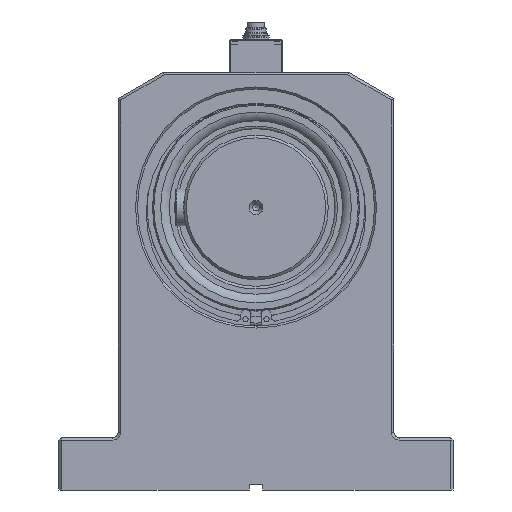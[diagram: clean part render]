
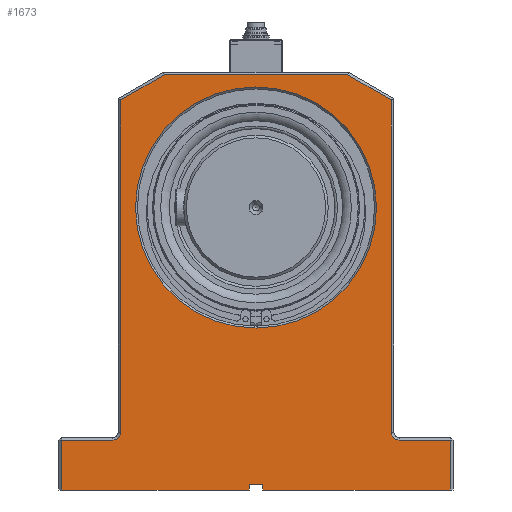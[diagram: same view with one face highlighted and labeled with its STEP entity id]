
A CAD part, left-side view. The second image highlights one B-rep face of the part: STEP entity #1673.
In plain terms, the highlighted planar face has unit normal (-1, 0, 0).
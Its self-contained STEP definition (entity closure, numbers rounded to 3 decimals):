
#1673 = ADVANCED_FACE( '', ( #3321, #3322 ), #3323, .F. );
#3321 = FACE_BOUND( '', #4954, .T. );
#3322 = FACE_OUTER_BOUND( '', #4955, .T. );
#3323 = PLANE( '', #4956 );
#4954 = EDGE_LOOP( '', ( #7823 ) );
#4955 = EDGE_LOOP( '', ( #7824, #7825, #7826, #7827, #7828, #7829, #7830, #7831, #7832, #7833, #7834, #7835, #7836, #7837, #7838, #7839 ) );
#4956 = AXIS2_PLACEMENT_3D( '', #7840, #7841, #7842 );
#7823 = ORIENTED_EDGE( '', *, *, #8546, .T. );
#7824 = ORIENTED_EDGE( '', *, *, #8713, .T. );
#7825 = ORIENTED_EDGE( '', *, *, #9427, .T. );
#7826 = ORIENTED_EDGE( '', *, *, #9466, .F. );
#7827 = ORIENTED_EDGE( '', *, *, #8551, .T. );
#7828 = ORIENTED_EDGE( '', *, *, #9467, .T. );
#7829 = ORIENTED_EDGE( '', *, *, #9278, .T. );
#7830 = ORIENTED_EDGE( '', *, *, #8697, .F. );
#7831 = ORIENTED_EDGE( '', *, *, #9433, .T. );
#7832 = ORIENTED_EDGE( '', *, *, #8974, .T. );
#7833 = ORIENTED_EDGE( '', *, *, #8946, .T. );
#7834 = ORIENTED_EDGE( '', *, *, #8543, .T. );
#7835 = ORIENTED_EDGE( '', *, *, #9284, .T. );
#7836 = ORIENTED_EDGE( '', *, *, #9274, .T. );
#7837 = ORIENTED_EDGE( '', *, *, #9445, .T. );
#7838 = ORIENTED_EDGE( '', *, *, #9318, .T. );
#7839 = ORIENTED_EDGE( '', *, *, #9375, .T. );
#7840 = CARTESIAN_POINT( '', ( 0., -105., 298. ) );
#7841 = DIRECTION( '', ( 1., 0., 0. ) );
#7842 = DIRECTION( '', ( 0., 1., 0. ) );
#8543 = EDGE_CURVE( '', #9789, #9794, #9796, .T. );
#8546 = EDGE_CURVE( '', #9800, #9800, #9801, .T. );
#8551 = EDGE_CURVE( '', #9803, #9808, #9810, .T. );
#8697 = EDGE_CURVE( '', #10046, #10048, #10049, .T. );
#8713 = EDGE_CURVE( '', #10071, #10073, #10075, .T. );
#8946 = EDGE_CURVE( '', #10436, #9789, #10438, .T. );
#8974 = EDGE_CURVE( '', #9582, #10436, #10480, .T. );
#9274 = EDGE_CURVE( '', #10901, #10903, #10905, .T. );
#9278 = EDGE_CURVE( '', #10908, #10048, #10910, .T. );
#9284 = EDGE_CURVE( '', #9794, #10901, #10918, .T. );
#9318 = EDGE_CURVE( '', #10956, #10959, #10961, .T. );
#9375 = EDGE_CURVE( '', #10959, #10071, #11032, .T. );
#9427 = EDGE_CURVE( '', #10073, #11091, #11093, .T. );
#9433 = EDGE_CURVE( '', #10046, #9582, #11100, .T. );
#9445 = EDGE_CURVE( '', #10903, #10956, #11114, .T. );
#9466 = EDGE_CURVE( '', #9803, #11091, #11138, .T. );
#9467 = EDGE_CURVE( '', #9808, #10908, #11139, .T. );
#9582 = VERTEX_POINT( '', #11262 );
#9789 = VERTEX_POINT( '', #11622 );
#9794 = VERTEX_POINT( '', #11629 );
#9796 = LINE( '', #11632, #11633 );
#9800 = VERTEX_POINT( '', #11637 );
#9801 = CIRCLE( '', #11638, 91.75 );
#9803 = VERTEX_POINT( '', #11640 );
#9808 = VERTEX_POINT( '', #11647 );
#9810 = LINE( '', #11650, #11651 );
#10046 = VERTEX_POINT( '', #11940 );
#10048 = VERTEX_POINT( '', #11943 );
#10049 = LINE( '', #11944, #11945 );
#10071 = VERTEX_POINT( '', #11970 );
#10073 = VERTEX_POINT( '', #11973 );
#10075 = LINE( '', #11976, #11977 );
#10436 = VERTEX_POINT( '', #12565 );
#10438 = CIRCLE( '', #12568, 6. );
#10480 = LINE( '', #12620, #12621 );
#10901 = VERTEX_POINT( '', #13173 );
#10903 = VERTEX_POINT( '', #13176 );
#10905 = LINE( '', #13179, #13180 );
#10908 = VERTEX_POINT( '', #13183 );
#10910 = LINE( '', #13186, #13187 );
#10918 = LINE( '', #13195, #13196 );
#10956 = VERTEX_POINT( '', #13239 );
#10959 = VERTEX_POINT( '', #13244 );
#10961 = LINE( '', #13247, #13248 );
#11032 = CIRCLE( '', #13344, 6. );
#11091 = VERTEX_POINT( '', #13427 );
#11093 = LINE( '', #13430, #13431 );
#11100 = LINE( '', #13439, #13440 );
#11114 = LINE( '', #13455, #13456 );
#11138 = LINE( '', #13489, #13490 );
#11139 = LINE( '', #13491, #13492 );
#11262 = CARTESIAN_POINT( '', ( 0., -148., 38. ) );
#11622 = CARTESIAN_POINT( '', ( 0., -103., 44. ) );
#11629 = CARTESIAN_POINT( '', ( 0., -103., 296.845 ) );
#11632 = CARTESIAN_POINT( '', ( 0., -103., 298. ) );
#11633 = VECTOR( '', #13801, 1000. );
#11637 = CARTESIAN_POINT( '', ( 0., 91.75, 215. ) );
#11638 = AXIS2_PLACEMENT_3D( '', #13805, #13806, #13807 );
#11640 = CARTESIAN_POINT( '', ( 0., 5., 0. ) );
#11647 = CARTESIAN_POINT( '', ( 0., 5., 4.1 ) );
#11650 = CARTESIAN_POINT( '', ( 0., 5., 298. ) );
#11651 = VECTOR( '', #13811, 1000. );
#11940 = CARTESIAN_POINT( '', ( 0., -148., 0. ) );
#11943 = CARTESIAN_POINT( '', ( 0., -5., 0. ) );
#11944 = CARTESIAN_POINT( '', ( 0., -150., 0. ) );
#11945 = VECTOR( '', #14021, 1000. );
#11970 = CARTESIAN_POINT( '', ( 0., 109., 38. ) );
#11973 = CARTESIAN_POINT( '', ( 0., 148., 38. ) );
#11976 = CARTESIAN_POINT( '', ( 0., -105., 38. ) );
#11977 = VECTOR( '', #14045, 1000. );
#12565 = CARTESIAN_POINT( '', ( 0., -109., 38. ) );
#12568 = AXIS2_PLACEMENT_3D( '', #14346, #14347, #14348 );
#12620 = CARTESIAN_POINT( '', ( 0., -105., 38. ) );
#12621 = VECTOR( '', #14383, 1000. );
#13173 = CARTESIAN_POINT( '', ( 0., -69.823, 316. ) );
#13176 = CARTESIAN_POINT( '', ( 0., 69.823, 316. ) );
#13179 = CARTESIAN_POINT( '', ( 0., -105., 316. ) );
#13180 = VECTOR( '', #14752, 1000. );
#13183 = CARTESIAN_POINT( '', ( 0., -5., 4.1 ) );
#13186 = CARTESIAN_POINT( '', ( 0., -5., 298. ) );
#13187 = VECTOR( '', #14754, 1000. );
#13195 = CARTESIAN_POINT( '', ( 0., -104., 296.268 ) );
#13196 = VECTOR( '', #14761, 1000. );
#13239 = CARTESIAN_POINT( '', ( 0., 103., 296.845 ) );
#13244 = CARTESIAN_POINT( '', ( 0., 103., 44. ) );
#13247 = CARTESIAN_POINT( '', ( 0., 103., 298. ) );
#13248 = VECTOR( '', #14794, 1000. );
#13344 = AXIS2_PLACEMENT_3D( '', #14856, #14857, #14858 );
#13427 = CARTESIAN_POINT( '', ( 0., 148., 0. ) );
#13430 = CARTESIAN_POINT( '', ( 0., 148., 298. ) );
#13431 = VECTOR( '', #14902, 1000. );
#13439 = CARTESIAN_POINT( '', ( 0., -148., 298. ) );
#13440 = VECTOR( '', #14907, 1000. );
#13455 = CARTESIAN_POINT( '', ( 0., -53.5, 387.201 ) );
#13456 = VECTOR( '', #14924, 1000. );
#13489 = CARTESIAN_POINT( '', ( 0., -150., 0. ) );
#13490 = VECTOR( '', #14942, 1000. );
#13491 = CARTESIAN_POINT( '', ( 0., -105., 4.1 ) );
#13492 = VECTOR( '', #14943, 1000. );
#13801 = DIRECTION( '', ( 0., 0., 1. ) );
#13805 = CARTESIAN_POINT( '', ( 0., 0., 215. ) );
#13806 = DIRECTION( '', ( 1., 0., 0. ) );
#13807 = DIRECTION( '', ( 0., 1., 0. ) );
#13811 = DIRECTION( '', ( 0., 0., 1. ) );
#14021 = DIRECTION( '', ( 0., 1., 0. ) );
#14045 = DIRECTION( '', ( 0., 1., 0. ) );
#14346 = CARTESIAN_POINT( '', ( 0., -109., 44. ) );
#14347 = DIRECTION( '', ( 1., 0., 0. ) );
#14348 = DIRECTION( '', ( 0., 1., 0. ) );
#14383 = DIRECTION( '', ( 0., 1., 0. ) );
#14752 = DIRECTION( '', ( 0., 1., 0. ) );
#14754 = DIRECTION( '', ( 0., 0., -1. ) );
#14761 = DIRECTION( '', ( 0., 0.866, 0.5 ) );
#14794 = DIRECTION( '', ( 0., 0., -1. ) );
#14856 = CARTESIAN_POINT( '', ( 0., 109., 44. ) );
#14857 = DIRECTION( '', ( 1., 0., 0. ) );
#14858 = DIRECTION( '', ( 0., 1., 0. ) );
#14902 = DIRECTION( '', ( 0., 0., -1. ) );
#14907 = DIRECTION( '', ( 0., 0., 1. ) );
#14924 = DIRECTION( '', ( 0., 0.866, -0.5 ) );
#14942 = DIRECTION( '', ( 0., 1., 0. ) );
#14943 = DIRECTION( '', ( 0., -1., 0. ) );
